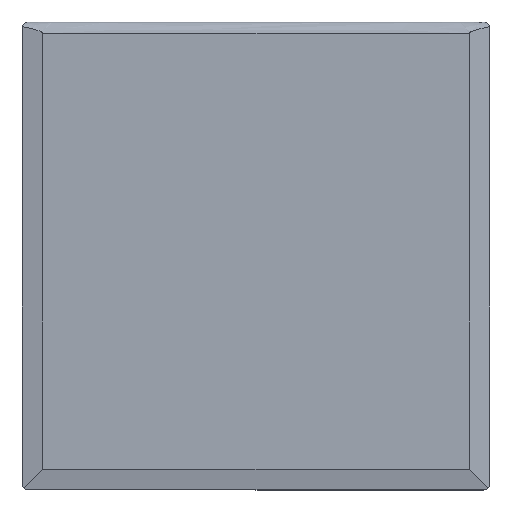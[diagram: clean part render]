
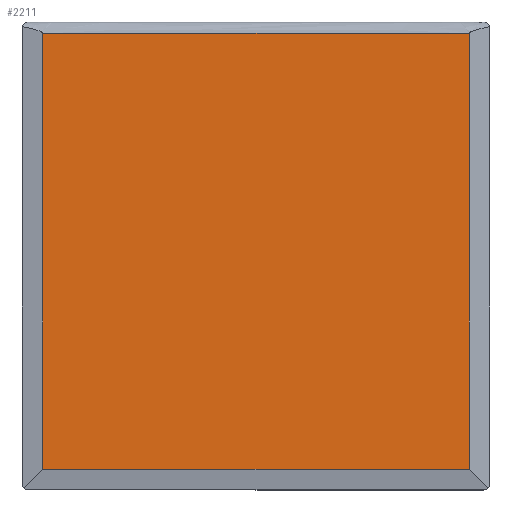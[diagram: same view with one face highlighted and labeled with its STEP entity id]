
A CAD part, top view. The second image highlights one B-rep face of the part: STEP entity #2211.
In plain terms, the highlighted planar face has unit normal (0, 0, 1).
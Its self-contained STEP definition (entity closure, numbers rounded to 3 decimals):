
#84 = ORIENTED_EDGE ( 'NONE', *, *, #1586, .T. ) ;
#113 = VECTOR ( 'NONE', #1879, 1000. ) ;
#331 = EDGE_CURVE ( 'NONE', #968, #966, #358, .T. ) ;
#332 = LINE ( 'NONE', #964, #1523 ) ;
#358 = LINE ( 'NONE', #1528, #113 ) ;
#623 = VECTOR ( 'NONE', #1005, 1000. ) ;
#624 = CARTESIAN_POINT ( 'NONE',  ( -92.75, -92.75, 0. ) ) ;
#672 = FACE_OUTER_BOUND ( 'NONE', #2069, .T. ) ;
#711 = CARTESIAN_POINT ( 'NONE',  ( -30.917, 96.75, 0. ) ) ;
#766 = CARTESIAN_POINT ( 'NONE',  ( 92.75, -92.75, 0. ) ) ;
#818 = CARTESIAN_POINT ( 'NONE',  ( 92.75, 96.75, 0. ) ) ;
#823 = CARTESIAN_POINT ( 'NONE',  ( -92.75, -98.75, 0. ) ) ;
#874 = VERTEX_POINT ( 'NONE', #624 ) ;
#937 = ORIENTED_EDGE ( 'NONE', *, *, #1759, .T. ) ;
#964 = CARTESIAN_POINT ( 'NONE',  ( 98.75, -92.75, 0. ) ) ;
#966 = VERTEX_POINT ( 'NONE', #818 ) ;
#968 = VERTEX_POINT ( 'NONE', #766 ) ;
#988 = VERTEX_POINT ( 'NONE', #1791 ) ;
#1005 = DIRECTION ( 'NONE',  ( 0., -1., 0. ) ) ;
#1047 = ORIENTED_EDGE ( 'NONE', *, *, #2352, .T. ) ;
#1138 = CARTESIAN_POINT ( 'NONE',  ( -92.75, 96.75, 0. ) ) ;
#1252 = ORIENTED_EDGE ( 'NONE', *, *, #331, .T. ) ;
#1479 = CARTESIAN_POINT ( 'NONE',  ( -98.75, -98.75, 0. ) ) ;
#1518 = CARTESIAN_POINT ( 'NONE',  ( 92.75, 96.75, 0. ) ) ;
#1523 = VECTOR ( 'NONE', #1548, 1000. ) ;
#1528 = CARTESIAN_POINT ( 'NONE',  ( 92.75, 98.75, 0. ) ) ;
#1548 = DIRECTION ( 'NONE',  ( 1., 0., 0. ) ) ;
#1586 = EDGE_CURVE ( 'NONE', #874, #968, #332, .T. ) ;
#1587 = LINE ( 'NONE', #823, #623 ) ;
#1695 = AXIS2_PLACEMENT_3D ( 'NONE', #1479, #2237, #2048 ) ;
#1759 = EDGE_CURVE ( 'NONE', #988, #874, #1587, .T. ) ;
#1791 = CARTESIAN_POINT ( 'NONE',  ( -92.75, 96.75, 0. ) ) ;
#1879 = DIRECTION ( 'NONE',  ( 0., 1., 0. ) ) ;
#2048 = DIRECTION ( 'NONE',  ( -1., 0., 0. ) ) ;
#2069 = EDGE_LOOP ( 'NONE', ( #1252, #1047, #937, #84 ) ) ;
#2211 = ADVANCED_FACE ( 'NONE', ( #672 ), #2468, .F. ) ;
#2237 = DIRECTION ( 'NONE',  ( 0., 0., -1. ) ) ;
#2286 = CARTESIAN_POINT ( 'NONE',  ( 30.917, 96.75, 0. ) ) ;
#2352 = EDGE_CURVE ( 'NONE', #966, #988, #2555, .T. ) ;
#2468 = PLANE ( 'NONE',  #1695 ) ;
#2555 = B_SPLINE_CURVE_WITH_KNOTS ( 'NONE', 3,
 ( #1518, #2286, #711, #1138 ),
 .UNSPECIFIED., .F., .F.,
 ( 4, 4 ),
 ( 0., 1. ),
 .UNSPECIFIED. ) ;
